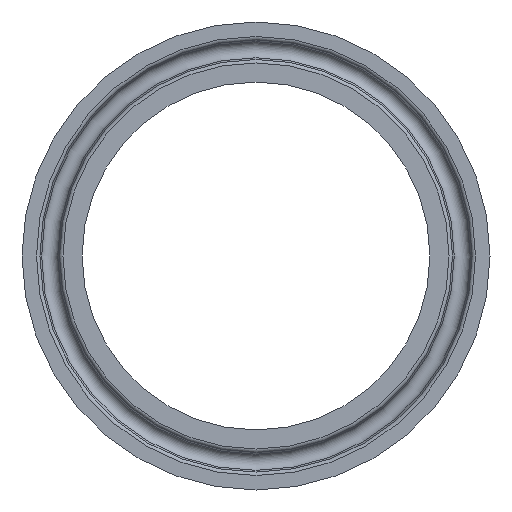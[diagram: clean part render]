
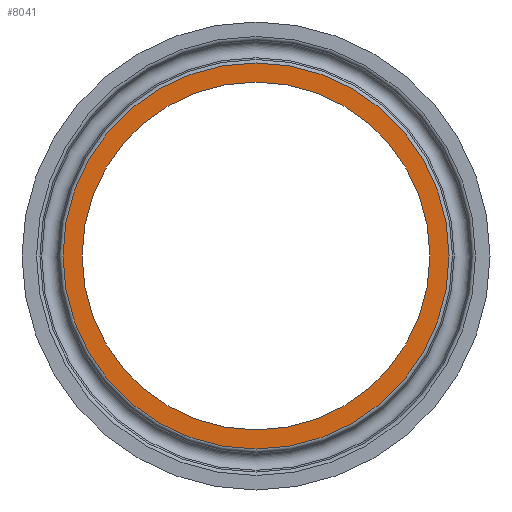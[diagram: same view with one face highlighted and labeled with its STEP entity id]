
A CAD part, left-side view. The second image highlights one B-rep face of the part: STEP entity #8041.
In plain terms, the highlighted planar face has unit normal (-1, 0, 0).
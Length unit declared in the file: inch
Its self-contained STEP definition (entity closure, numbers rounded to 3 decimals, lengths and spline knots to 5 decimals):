
#115=FACE_BOUND('',#1396,.T.);
#309=PLANE('',#8550);
#921=FACE_OUTER_BOUND('',#1395,.T.);
#1395=EDGE_LOOP('',(#7431,#7432));
#1396=EDGE_LOOP('',(#7433,#7434));
#1603=CIRCLE('',#8547,1.03791);
#1604=CIRCLE('',#8548,1.03791);
#1606=CIRCLE('',#8551,0.935);
#1607=CIRCLE('',#8552,0.935);
#3885=VERTEX_POINT('',#18078);
#3886=VERTEX_POINT('',#18080);
#3887=VERTEX_POINT('',#18085);
#3888=VERTEX_POINT('',#18086);
#5079=EDGE_CURVE('',#3885,#3886,#1603,.T.);
#5080=EDGE_CURVE('',#3886,#3885,#1604,.T.);
#5082=EDGE_CURVE('',#3887,#3888,#1606,.T.);
#5083=EDGE_CURVE('',#3888,#3887,#1607,.T.);
#7431=ORIENTED_EDGE('',*,*,#5080,.F.);
#7432=ORIENTED_EDGE('',*,*,#5079,.F.);
#7433=ORIENTED_EDGE('',*,*,#5082,.T.);
#7434=ORIENTED_EDGE('',*,*,#5083,.T.);
#8041=ADVANCED_FACE('',(#921,#115),#309,.T.);
#8547=AXIS2_PLACEMENT_3D('',#18081,#10086,#10087);
#8548=AXIS2_PLACEMENT_3D('',#18082,#10088,#10089);
#8550=AXIS2_PLACEMENT_3D('',#18084,#10092,#10093);
#8551=AXIS2_PLACEMENT_3D('',#18087,#10094,#10095);
#8552=AXIS2_PLACEMENT_3D('',#18088,#10096,#10097);
#10086=DIRECTION('center_axis',(1.,0.,0.));
#10087=DIRECTION('ref_axis',(0.,-1.,0.));
#10088=DIRECTION('center_axis',(1.,0.,0.));
#10089=DIRECTION('ref_axis',(0.,-1.,0.));
#10092=DIRECTION('center_axis',(-1.,0.,0.));
#10093=DIRECTION('ref_axis',(0.,0.,1.));
#10094=DIRECTION('center_axis',(1.,0.,0.));
#10095=DIRECTION('ref_axis',(0.,1.,0.));
#10096=DIRECTION('center_axis',(1.,0.,0.));
#10097=DIRECTION('ref_axis',(0.,1.,0.));
#18078=CARTESIAN_POINT('',(0.,0.,
1.03791));
#18080=CARTESIAN_POINT('',(0.,1.03791,0.));
#18081=CARTESIAN_POINT('Origin',(0.,0.,
0.));
#18082=CARTESIAN_POINT('Origin',(0.,0.,
0.));
#18084=CARTESIAN_POINT('Origin',(0.,0.99307,
0.));
#18085=CARTESIAN_POINT('',(0.,0.935,0.));
#18086=CARTESIAN_POINT('',(0.,-0.935,0.));
#18087=CARTESIAN_POINT('Origin',(0.,0.,
0.));
#18088=CARTESIAN_POINT('Origin',(0.,0.,
0.));
